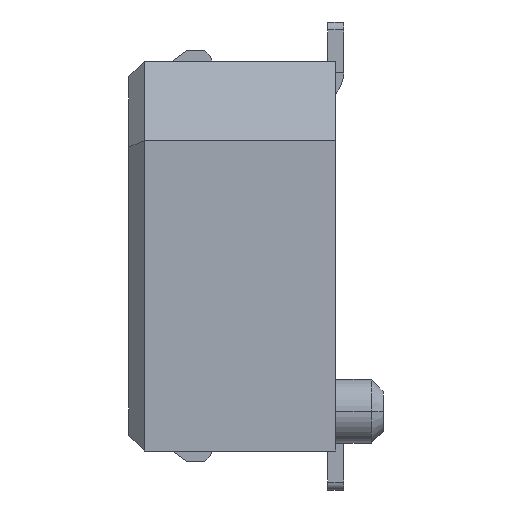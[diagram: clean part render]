
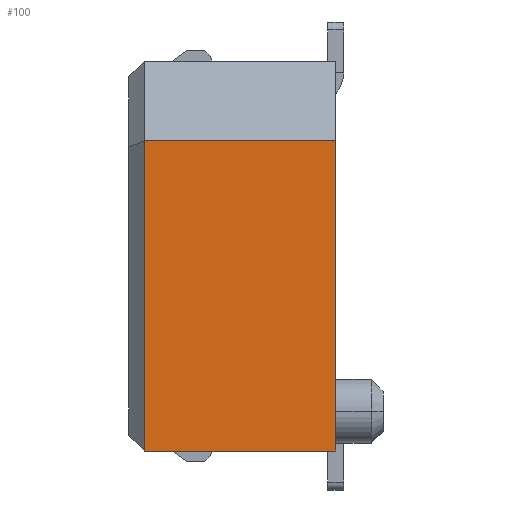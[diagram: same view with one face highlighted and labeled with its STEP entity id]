
A CAD part, left-side view. The second image highlights one B-rep face of the part: STEP entity #100.
In plain terms, the highlighted planar face has unit normal (-1, 0, 0).
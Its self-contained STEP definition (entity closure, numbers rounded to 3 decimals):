
#35=CARTESIAN_POINT('',(-9.3,-0.2,1.45));
#36=VERTEX_POINT('',#35);
#53=CARTESIAN_POINT('',(-9.3,-0.2,-2.45));
#54=VERTEX_POINT('',#53);
#61=CARTESIAN_POINT('',(-9.3,-0.2,-2.45));
#62=DIRECTION('',(0.,0.,1.));
#63=VECTOR('',#62,3.9);
#64=LINE('',#61,#63);
#65=EDGE_CURVE('',#54,#36,#64,.T.);
#70=CARTESIAN_POINT('',(-9.3,0.,-2.45));
#71=DIRECTION('',(0.,0.,1.));
#72=DIRECTION('',(-1.,0.,0.));
#73=AXIS2_PLACEMENT_3D('',#70,#72,#71);
#74=PLANE('',#73);
#75=CARTESIAN_POINT('',(-9.3,-2.6,-2.45));
#76=VERTEX_POINT('',#75);
#77=CARTESIAN_POINT('',(-9.3,-0.2,-2.45));
#78=DIRECTION('',(0.,-1.,0.));
#79=VECTOR('',#78,2.4);
#80=LINE('',#77,#79);
#81=EDGE_CURVE('',#54,#76,#80,.T.);
#82=ORIENTED_EDGE('',*,*,#81,.T.);
#83=CARTESIAN_POINT('',(-9.3,-2.6,1.45));
#84=VERTEX_POINT('',#83);
#85=CARTESIAN_POINT('',(-9.3,-2.6,-2.45));
#86=DIRECTION('',(0.,0.,1.));
#87=VECTOR('',#86,3.9);
#88=LINE('',#85,#87);
#89=EDGE_CURVE('',#76,#84,#88,.T.);
#90=ORIENTED_EDGE('',*,*,#89,.T.);
#91=CARTESIAN_POINT('',(-9.3,-2.6,1.45));
#92=DIRECTION('',(0.,1.,0.));
#93=VECTOR('',#92,2.4);
#94=LINE('',#91,#93);
#95=EDGE_CURVE('',#84,#36,#94,.T.);
#96=ORIENTED_EDGE('',*,*,#95,.T.);
#97=ORIENTED_EDGE('',*,*,#65,.F.);
#98=EDGE_LOOP('',(#82,#90,#96,#97));
#99=FACE_OUTER_BOUND('',#98,.T.);
#100=ADVANCED_FACE('',(#99),#74,.T.);
